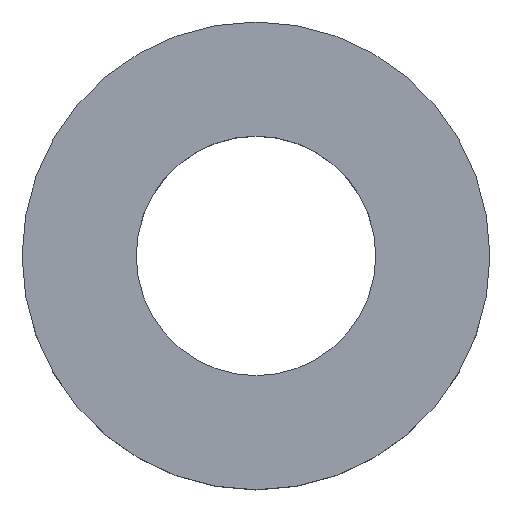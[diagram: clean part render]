
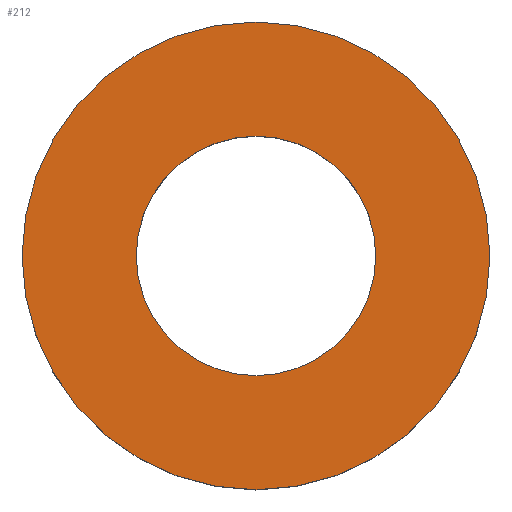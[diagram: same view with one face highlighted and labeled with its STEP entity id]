
A CAD part, top view. The second image highlights one B-rep face of the part: STEP entity #212.
In plain terms, the highlighted planar face has unit normal (0, 0, 1).
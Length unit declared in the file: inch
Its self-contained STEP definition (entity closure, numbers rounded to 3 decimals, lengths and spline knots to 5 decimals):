
#6 = AXIS2_PLACEMENT_3D ( 'NONE', #90, #86, #85 ) ;
#10 = AXIS2_PLACEMENT_3D ( 'NONE', #61, #60, #59 ) ;
#13 = AXIS2_PLACEMENT_3D ( 'NONE', #37, #51, #32 ) ;
#14 = FACE_OUTER_BOUND ( 'NONE', #148, .T. ) ;
#16 = AXIS2_PLACEMENT_3D ( 'NONE', #84, #83, #82 ) ;
#19 = FACE_BOUND ( 'NONE', #151, .T. ) ;
#27 = AXIS2_PLACEMENT_3D ( 'NONE', #78, #74, #73 ) ;
#32 = DIRECTION ( 'NONE',  ( 1., 0., 0. ) ) ;
#37 = CARTESIAN_POINT ( 'NONE',  ( 0., 0., 0.125 ) ) ;
#51 = DIRECTION ( 'NONE',  ( 0., 0., 1. ) ) ;
#59 = DIRECTION ( 'NONE',  ( 1., 0., 0. ) ) ;
#60 = DIRECTION ( 'NONE',  ( 0., 0., 1. ) ) ;
#61 = CARTESIAN_POINT ( 'NONE',  ( 0., 0., 0.125 ) ) ;
#62 = PLANE ( 'NONE',  #10 ) ;
#73 = DIRECTION ( 'NONE',  ( 1., 0., 0. ) ) ;
#74 = DIRECTION ( 'NONE',  ( 0., 0., 1. ) ) ;
#78 = CARTESIAN_POINT ( 'NONE',  ( 0., 0., 0.125 ) ) ;
#82 = DIRECTION ( 'NONE',  ( 1., 0., 0. ) ) ;
#83 = DIRECTION ( 'NONE',  ( 0., 0., 1. ) ) ;
#84 = CARTESIAN_POINT ( 'NONE',  ( 0., 0., 0.125 ) ) ;
#85 = DIRECTION ( 'NONE',  ( 1., 0., 0. ) ) ;
#86 = DIRECTION ( 'NONE',  ( 0., 0., 1. ) ) ;
#90 = CARTESIAN_POINT ( 'NONE',  ( 0., 0., 0.125 ) ) ;
#118 = CARTESIAN_POINT ( 'NONE',  ( 0.25, 0., 0.125 ) ) ;
#121 = CARTESIAN_POINT ( 'NONE',  ( 0.128, 0., 0.125 ) ) ;
#122 = CARTESIAN_POINT ( 'NONE',  ( -0.128, 0., 0.125 ) ) ;
#123 = CARTESIAN_POINT ( 'NONE',  ( -0.25, 0., 0.125 ) ) ;
#127 = ORIENTED_EDGE ( 'NONE', *, *, #205, .F. ) ;
#128 = ORIENTED_EDGE ( 'NONE', *, *, #201, .T. ) ;
#130 = ORIENTED_EDGE ( 'NONE', *, *, #208, .F. ) ;
#131 = ORIENTED_EDGE ( 'NONE', *, *, #204, .T. ) ;
#141 = VERTEX_POINT ( 'NONE', #123 ) ;
#142 = VERTEX_POINT ( 'NONE', #122 ) ;
#143 = VERTEX_POINT ( 'NONE', #121 ) ;
#146 = VERTEX_POINT ( 'NONE', #118 ) ;
#148 = EDGE_LOOP ( 'NONE', ( #131, #128 ) ) ;
#151 = EDGE_LOOP ( 'NONE', ( #130, #127 ) ) ;
#187 = CIRCLE ( 'NONE', #6, 0.25 ) ;
#189 = CIRCLE ( 'NONE', #13, 0.25 ) ;
#193 = CIRCLE ( 'NONE', #16, 0.128 ) ;
#195 = CIRCLE ( 'NONE', #27, 0.128 ) ;
#201 = EDGE_CURVE ( 'NONE', #146, #141, #189, .T. ) ;
#204 = EDGE_CURVE ( 'NONE', #141, #146, #187, .T. ) ;
#205 = EDGE_CURVE ( 'NONE', #143, #142, #193, .T. ) ;
#208 = EDGE_CURVE ( 'NONE', #142, #143, #195, .T. ) ;
#212 = ADVANCED_FACE ( 'NONE', ( #14, #19 ), #62, .T. ) ;
